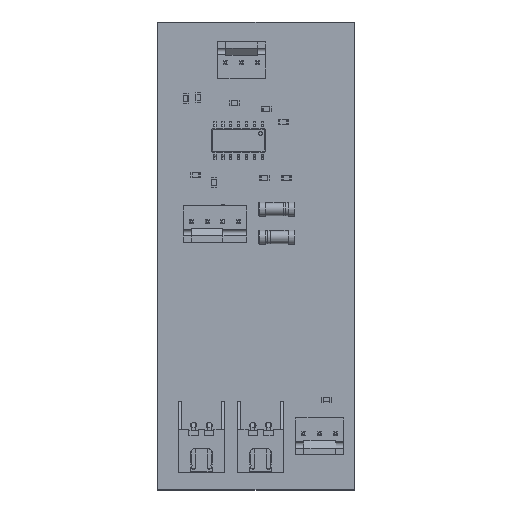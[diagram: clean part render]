
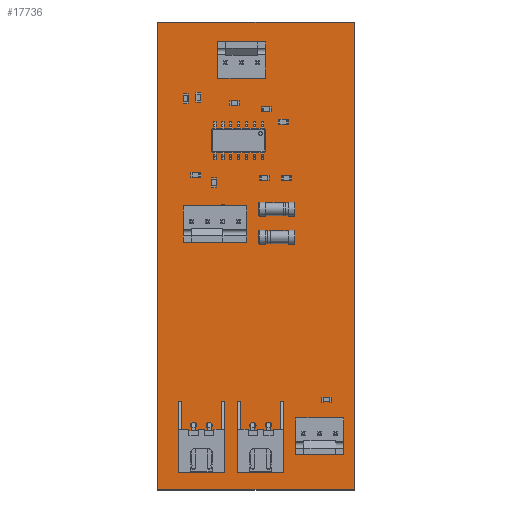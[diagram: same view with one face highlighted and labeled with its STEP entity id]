
A CAD part, top view. The second image highlights one B-rep face of the part: STEP entity #17736.
In plain terms, the highlighted planar face has unit normal (0, 0, 1).
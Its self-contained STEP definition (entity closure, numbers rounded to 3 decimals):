
#17459 = VERTEX_POINT('',#17460);
#17460 = CARTESIAN_POINT('',(171.,-135.5,1.51));
#17466 = EDGE_CURVE('',#17459,#17467,#17469,.T.);
#17467 = VERTEX_POINT('',#17468);
#17468 = CARTESIAN_POINT('',(139.5,-135.5,1.51));
#17469 = LINE('',#17470,#17471);
#17470 = CARTESIAN_POINT('',(171.,-135.5,1.51));
#17471 = VECTOR('',#17472,1.);
#17472 = DIRECTION('',(-1.,0.,0.));
#17499 = VERTEX_POINT('',#17500);
#17500 = CARTESIAN_POINT('',(171.,-60.5,1.51));
#17506 = EDGE_CURVE('',#17499,#17459,#17507,.T.);
#17507 = LINE('',#17508,#17509);
#17508 = CARTESIAN_POINT('',(171.,-60.5,1.51));
#17509 = VECTOR('',#17510,1.);
#17510 = DIRECTION('',(0.,-1.,0.));
#17528 = EDGE_CURVE('',#17467,#17529,#17531,.T.);
#17529 = VERTEX_POINT('',#17530);
#17530 = CARTESIAN_POINT('',(139.5,-60.5,1.51));
#17531 = LINE('',#17532,#17533);
#17532 = CARTESIAN_POINT('',(139.5,-135.5,1.51));
#17533 = VECTOR('',#17534,1.);
#17534 = DIRECTION('',(0.,1.,0.));
#17736 = ADVANCED_FACE('',(#17737,#17748,#17759,#17770,#17781,#17792,
    #17803,#17814,#17825,#17836,#17847,#17858,#17869,#17880,#17891,
    #17902),#17913,.T.);
#17737 = FACE_BOUND('',#17738,.T.);
#17738 = EDGE_LOOP('',(#17739,#17740,#17741,#17747));
#17739 = ORIENTED_EDGE('',*,*,#17466,.F.);
#17740 = ORIENTED_EDGE('',*,*,#17506,.F.);
#17741 = ORIENTED_EDGE('',*,*,#17742,.F.);
#17742 = EDGE_CURVE('',#17529,#17499,#17743,.T.);
#17743 = LINE('',#17744,#17745);
#17744 = CARTESIAN_POINT('',(139.5,-60.5,1.51));
#17745 = VECTOR('',#17746,1.);
#17746 = DIRECTION('',(1.,0.,0.));
#17747 = ORIENTED_EDGE('',*,*,#17528,.F.);
#17748 = FACE_BOUND('',#17749,.T.);
#17749 = EDGE_LOOP('',(#17750));
#17750 = ORIENTED_EDGE('',*,*,#17751,.T.);
#17751 = EDGE_CURVE('',#17752,#17752,#17754,.T.);
#17752 = VERTEX_POINT('',#17753);
#17753 = CARTESIAN_POINT('',(145.25,-125.65,1.51));
#17754 = CIRCLE('',#17755,0.5);
#17755 = AXIS2_PLACEMENT_3D('',#17756,#17757,#17758);
#17756 = CARTESIAN_POINT('',(145.25,-125.15,1.51));
#17757 = DIRECTION('',(-0.,0.,-1.));
#17758 = DIRECTION('',(-0.,-1.,0.));
#17759 = FACE_BOUND('',#17760,.T.);
#17760 = EDGE_LOOP('',(#17761));
#17761 = ORIENTED_EDGE('',*,*,#17762,.T.);
#17762 = EDGE_CURVE('',#17763,#17763,#17765,.T.);
#17763 = VERTEX_POINT('',#17764);
#17764 = CARTESIAN_POINT('',(147.75,-125.65,1.51));
#17765 = CIRCLE('',#17766,0.5);
#17766 = AXIS2_PLACEMENT_3D('',#17767,#17768,#17769);
#17767 = CARTESIAN_POINT('',(147.75,-125.15,1.51));
#17768 = DIRECTION('',(-0.,0.,-1.));
#17769 = DIRECTION('',(-0.,-1.,0.));
#17770 = FACE_BOUND('',#17771,.T.);
#17771 = EDGE_LOOP('',(#17772));
#17772 = ORIENTED_EDGE('',*,*,#17773,.T.);
#17773 = EDGE_CURVE('',#17774,#17774,#17776,.T.);
#17774 = VERTEX_POINT('',#17775);
#17775 = CARTESIAN_POINT('',(154.75,-125.65,1.51));
#17776 = CIRCLE('',#17777,0.5);
#17777 = AXIS2_PLACEMENT_3D('',#17778,#17779,#17780);
#17778 = CARTESIAN_POINT('',(154.75,-125.15,1.51));
#17779 = DIRECTION('',(-0.,0.,-1.));
#17780 = DIRECTION('',(-0.,-1.,0.));
#17781 = FACE_BOUND('',#17782,.T.);
#17782 = EDGE_LOOP('',(#17783));
#17783 = ORIENTED_EDGE('',*,*,#17784,.T.);
#17784 = EDGE_CURVE('',#17785,#17785,#17787,.T.);
#17785 = VERTEX_POINT('',#17786);
#17786 = CARTESIAN_POINT('',(157.25,-125.65,1.51));
#17787 = CIRCLE('',#17788,0.5);
#17788 = AXIS2_PLACEMENT_3D('',#17789,#17790,#17791);
#17789 = CARTESIAN_POINT('',(157.25,-125.15,1.51));
#17790 = DIRECTION('',(-0.,0.,-1.));
#17791 = DIRECTION('',(-0.,-1.,0.));
#17792 = FACE_BOUND('',#17793,.T.);
#17793 = EDGE_LOOP('',(#17794));
#17794 = ORIENTED_EDGE('',*,*,#17795,.T.);
#17795 = EDGE_CURVE('',#17796,#17796,#17798,.T.);
#17796 = VERTEX_POINT('',#17797);
#17797 = CARTESIAN_POINT('',(162.92,-127.01,1.51));
#17798 = CIRCLE('',#17799,0.51);
#17799 = AXIS2_PLACEMENT_3D('',#17800,#17801,#17802);
#17800 = CARTESIAN_POINT('',(162.92,-126.5,1.51));
#17801 = DIRECTION('',(-0.,0.,-1.));
#17802 = DIRECTION('',(0.,-1.,0.));
#17803 = FACE_BOUND('',#17804,.T.);
#17804 = EDGE_LOOP('',(#17805));
#17805 = ORIENTED_EDGE('',*,*,#17806,.T.);
#17806 = EDGE_CURVE('',#17807,#17807,#17809,.T.);
#17807 = VERTEX_POINT('',#17808);
#17808 = CARTESIAN_POINT('',(165.46,-127.01,1.51));
#17809 = CIRCLE('',#17810,0.51);
#17810 = AXIS2_PLACEMENT_3D('',#17811,#17812,#17813);
#17811 = CARTESIAN_POINT('',(165.46,-126.5,1.51));
#17812 = DIRECTION('',(-0.,0.,-1.));
#17813 = DIRECTION('',(0.,-1.,-0.));
#17814 = FACE_BOUND('',#17815,.T.);
#17815 = EDGE_LOOP('',(#17816));
#17816 = ORIENTED_EDGE('',*,*,#17817,.T.);
#17817 = EDGE_CURVE('',#17818,#17818,#17820,.T.);
#17818 = VERTEX_POINT('',#17819);
#17819 = CARTESIAN_POINT('',(168.,-127.01,1.51));
#17820 = CIRCLE('',#17821,0.51);
#17821 = AXIS2_PLACEMENT_3D('',#17822,#17823,#17824);
#17822 = CARTESIAN_POINT('',(168.,-126.5,1.51));
#17823 = DIRECTION('',(-0.,0.,-1.));
#17824 = DIRECTION('',(-0.,-1.,0.));
#17825 = FACE_BOUND('',#17826,.T.);
#17826 = EDGE_LOOP('',(#17827));
#17827 = ORIENTED_EDGE('',*,*,#17828,.T.);
#17828 = EDGE_CURVE('',#17829,#17829,#17831,.T.);
#17829 = VERTEX_POINT('',#17830);
#17830 = CARTESIAN_POINT('',(144.88,-93.01,1.51));
#17831 = CIRCLE('',#17832,0.51);
#17832 = AXIS2_PLACEMENT_3D('',#17833,#17834,#17835);
#17833 = CARTESIAN_POINT('',(144.88,-92.5,1.51));
#17834 = DIRECTION('',(-0.,0.,-1.));
#17835 = DIRECTION('',(-0.,-1.,0.));
#17836 = FACE_BOUND('',#17837,.T.);
#17837 = EDGE_LOOP('',(#17838));
#17838 = ORIENTED_EDGE('',*,*,#17839,.T.);
#17839 = EDGE_CURVE('',#17840,#17840,#17842,.T.);
#17840 = VERTEX_POINT('',#17841);
#17841 = CARTESIAN_POINT('',(147.42,-93.01,1.51));
#17842 = CIRCLE('',#17843,0.51);
#17843 = AXIS2_PLACEMENT_3D('',#17844,#17845,#17846);
#17844 = CARTESIAN_POINT('',(147.42,-92.5,1.51));
#17845 = DIRECTION('',(-0.,0.,-1.));
#17846 = DIRECTION('',(0.,-1.,0.));
#17847 = FACE_BOUND('',#17848,.T.);
#17848 = EDGE_LOOP('',(#17849));
#17849 = ORIENTED_EDGE('',*,*,#17850,.T.);
#17850 = EDGE_CURVE('',#17851,#17851,#17853,.T.);
#17851 = VERTEX_POINT('',#17852);
#17852 = CARTESIAN_POINT('',(149.96,-93.01,1.51));
#17853 = CIRCLE('',#17854,0.51);
#17854 = AXIS2_PLACEMENT_3D('',#17855,#17856,#17857);
#17855 = CARTESIAN_POINT('',(149.96,-92.5,1.51));
#17856 = DIRECTION('',(-0.,0.,-1.));
#17857 = DIRECTION('',(0.,-1.,-0.));
#17858 = FACE_BOUND('',#17859,.T.);
#17859 = EDGE_LOOP('',(#17860));
#17860 = ORIENTED_EDGE('',*,*,#17861,.T.);
#17861 = EDGE_CURVE('',#17862,#17862,#17864,.T.);
#17862 = VERTEX_POINT('',#17863);
#17863 = CARTESIAN_POINT('',(149.96,-90.89,1.51));
#17864 = CIRCLE('',#17865,0.55);
#17865 = AXIS2_PLACEMENT_3D('',#17866,#17867,#17868);
#17866 = CARTESIAN_POINT('',(149.96,-90.34,1.51));
#17867 = DIRECTION('',(-0.,0.,-1.));
#17868 = DIRECTION('',(0.,-1.,-0.));
#17869 = FACE_BOUND('',#17870,.T.);
#17870 = EDGE_LOOP('',(#17871));
#17871 = ORIENTED_EDGE('',*,*,#17872,.T.);
#17872 = EDGE_CURVE('',#17873,#17873,#17875,.T.);
#17873 = VERTEX_POINT('',#17874);
#17874 = CARTESIAN_POINT('',(152.5,-93.01,1.51));
#17875 = CIRCLE('',#17876,0.51);
#17876 = AXIS2_PLACEMENT_3D('',#17877,#17878,#17879);
#17877 = CARTESIAN_POINT('',(152.5,-92.5,1.51));
#17878 = DIRECTION('',(-0.,0.,-1.));
#17879 = DIRECTION('',(-0.,-1.,0.));
#17880 = FACE_BOUND('',#17881,.T.);
#17881 = EDGE_LOOP('',(#17882));
#17882 = ORIENTED_EDGE('',*,*,#17883,.T.);
#17883 = EDGE_CURVE('',#17884,#17884,#17886,.T.);
#17884 = VERTEX_POINT('',#17885);
#17885 = CARTESIAN_POINT('',(150.42,-67.51,1.51));
#17886 = CIRCLE('',#17887,0.51);
#17887 = AXIS2_PLACEMENT_3D('',#17888,#17889,#17890);
#17888 = CARTESIAN_POINT('',(150.42,-67.,1.51));
#17889 = DIRECTION('',(-0.,0.,-1.));
#17890 = DIRECTION('',(0.,-1.,0.));
#17891 = FACE_BOUND('',#17892,.T.);
#17892 = EDGE_LOOP('',(#17893));
#17893 = ORIENTED_EDGE('',*,*,#17894,.T.);
#17894 = EDGE_CURVE('',#17895,#17895,#17897,.T.);
#17895 = VERTEX_POINT('',#17896);
#17896 = CARTESIAN_POINT('',(152.96,-67.51,1.51));
#17897 = CIRCLE('',#17898,0.51);
#17898 = AXIS2_PLACEMENT_3D('',#17899,#17900,#17901);
#17899 = CARTESIAN_POINT('',(152.96,-67.,1.51));
#17900 = DIRECTION('',(-0.,0.,-1.));
#17901 = DIRECTION('',(0.,-1.,-0.));
#17902 = FACE_BOUND('',#17903,.T.);
#17903 = EDGE_LOOP('',(#17904));
#17904 = ORIENTED_EDGE('',*,*,#17905,.T.);
#17905 = EDGE_CURVE('',#17906,#17906,#17908,.T.);
#17906 = VERTEX_POINT('',#17907);
#17907 = CARTESIAN_POINT('',(155.5,-67.51,1.51));
#17908 = CIRCLE('',#17909,0.51);
#17909 = AXIS2_PLACEMENT_3D('',#17910,#17911,#17912);
#17910 = CARTESIAN_POINT('',(155.5,-67.,1.51));
#17911 = DIRECTION('',(-0.,0.,-1.));
#17912 = DIRECTION('',(-0.,-1.,0.));
#17913 = PLANE('',#17914);
#17914 = AXIS2_PLACEMENT_3D('',#17915,#17916,#17917);
#17915 = CARTESIAN_POINT('',(0.,0.,1.51));
#17916 = DIRECTION('',(0.,0.,1.));
#17917 = DIRECTION('',(1.,0.,-0.));
